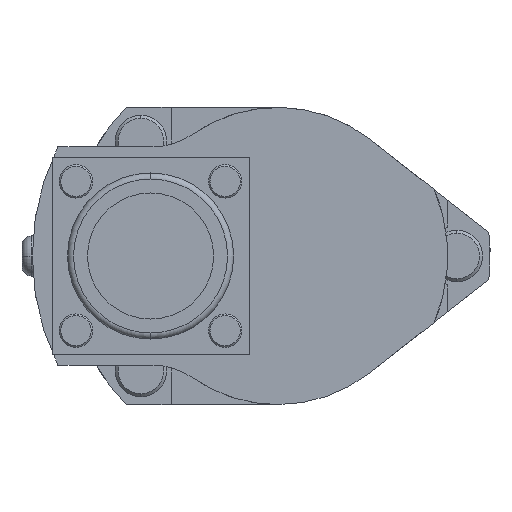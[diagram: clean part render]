
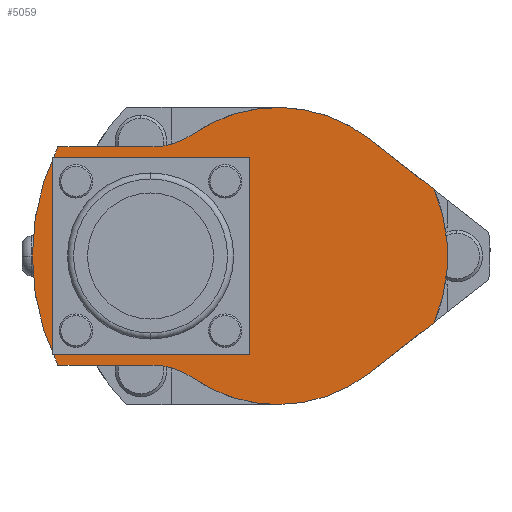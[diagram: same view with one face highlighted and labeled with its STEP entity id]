
A CAD part, left-side view. The second image highlights one B-rep face of the part: STEP entity #5059.
In plain terms, the highlighted planar face has unit normal (-1, 0, 0).
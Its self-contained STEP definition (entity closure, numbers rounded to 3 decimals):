
#432 = CARTESIAN_POINT ( 'NONE',  ( -336., 13.955, -20.137 ) ) ;
#499 = VECTOR ( 'NONE', #5961, 1000. ) ;
#618 = VERTEX_POINT ( 'NONE', #2063 ) ;
#775 = EDGE_CURVE ( 'NONE', #1958, #7553, #3493, .T. ) ;
#850 = AXIS2_PLACEMENT_3D ( 'NONE', #2582, #7602, #3308 ) ;
#913 = VECTOR ( 'NONE', #3049, 1000. ) ;
#916 = EDGE_CURVE ( 'NONE', #4166, #5863, #4271, .T. ) ;
#941 = EDGE_CURVE ( 'NONE', #5863, #4997, #5975, .T. ) ;
#1096 = DIRECTION ( 'NONE',  ( 0., 0., 1. ) ) ;
#1503 = DIRECTION ( 'NONE',  ( 1., 0., 0. ) ) ;
#1628 = DIRECTION ( 'NONE',  ( -1., 0., 0. ) ) ;
#1753 = PLANE ( 'NONE',  #4379 ) ;
#1801 = CIRCLE ( 'NONE', #6991, 24.5 ) ;
#1822 = CARTESIAN_POINT ( 'NONE',  ( -336., -25.766, -10.961 ) ) ;
#1937 = EDGE_LOOP ( 'NONE', ( #5426, #3654, #8987, #7563, #6060, #9127, #5903, #8445, #2388, #2206, #6645 ) ) ;
#1958 = VERTEX_POINT ( 'NONE', #3042 ) ;
#2000 = CARTESIAN_POINT ( 'NONE',  ( -336., 0., 0. ) ) ;
#2054 = AXIS2_PLACEMENT_3D ( 'NONE', #2000, #7024, #2710 ) ;
#2063 = CARTESIAN_POINT ( 'NONE',  ( -336., 20.791, -18. ) ) ;
#2206 = ORIENTED_EDGE ( 'NONE', *, *, #775, .T. ) ;
#2344 = AXIS2_PLACEMENT_3D ( 'NONE', #7322, #3010, #8047 ) ;
#2378 = LINE ( 'NONE', #3771, #499 ) ;
#2388 = ORIENTED_EDGE ( 'NONE', *, *, #2410, .T. ) ;
#2410 = EDGE_CURVE ( 'NONE', #3860, #1958, #3558, .T. ) ;
#2426 = CARTESIAN_POINT ( 'NONE',  ( -336., -15.084, 19.306 ) ) ;
#2427 = CARTESIAN_POINT ( 'NONE',  ( -336., 0., 0. ) ) ;
#2582 = CARTESIAN_POINT ( 'NONE',  ( -336., 0., 0. ) ) ;
#2583 = LINE ( 'NONE', #8077, #913 ) ;
#2710 = DIRECTION ( 'NONE',  ( 0., 0., 1. ) ) ;
#2996 = CIRCLE ( 'NONE', #8897, 12. ) ;
#3010 = DIRECTION ( 'NONE',  ( 1., 0., 0. ) ) ;
#3042 = CARTESIAN_POINT ( 'NONE',  ( -336., 0., -24.5 ) ) ;
#3049 = DIRECTION ( 'NONE',  ( 0., -0.788, 0.616 ) ) ;
#3147 = DIRECTION ( 'NONE',  ( 0., 0., 1. ) ) ;
#3148 = CIRCLE ( 'NONE', #2054, 40.5 ) ;
#3288 = VERTEX_POINT ( 'NONE', #4516 ) ;
#3308 = DIRECTION ( 'NONE',  ( 0., 0., 1. ) ) ;
#3327 = VERTEX_POINT ( 'NONE', #6726 ) ;
#3493 = CIRCLE ( 'NONE', #5824, 24.5 ) ;
#3558 = CIRCLE ( 'NONE', #5892, 24.5 ) ;
#3654 = ORIENTED_EDGE ( 'NONE', *, *, #941, .T. ) ;
#3704 = EDGE_CURVE ( 'NONE', #3288, #618, #2378, .T. ) ;
#3771 = CARTESIAN_POINT ( 'NONE',  ( -336., 36.28, -18. ) ) ;
#3860 = VERTEX_POINT ( 'NONE', #432 ) ;
#3953 = DIRECTION ( 'NONE',  ( -1., 0., 0. ) ) ;
#4049 = VECTOR ( 'NONE', #9070, 1000. ) ;
#4102 = CARTESIAN_POINT ( 'NONE',  ( -336., -25.766, 10.961 ) ) ;
#4166 = VERTEX_POINT ( 'NONE', #1822 ) ;
#4240 = FACE_OUTER_BOUND ( 'NONE', #1937, .T. ) ;
#4271 = CIRCLE ( 'NONE', #850, 28. ) ;
#4303 = EDGE_CURVE ( 'NONE', #3327, #3288, #3148, .T. ) ;
#4304 = CARTESIAN_POINT ( 'NONE',  ( -336., 13.955, 20.137 ) ) ;
#4379 = AXIS2_PLACEMENT_3D ( 'NONE', #8258, #5368, #1096 ) ;
#4476 = VERTEX_POINT ( 'NONE', #4304 ) ;
#4516 = CARTESIAN_POINT ( 'NONE',  ( -336., 36.28, -18. ) ) ;
#4537 = CARTESIAN_POINT ( 'NONE',  ( -336., 20.791, 18. ) ) ;
#4573 = EDGE_CURVE ( 'NONE', #618, #3860, #4717, .T. ) ;
#4600 = EDGE_CURVE ( 'NONE', #7553, #4166, #2583, .T. ) ;
#4701 = LINE ( 'NONE', #6042, #8325 ) ;
#4717 = CIRCLE ( 'NONE', #2344, 12. ) ;
#4882 = EDGE_CURVE ( 'NONE', #4997, #4476, #1801, .T. ) ;
#4929 = CARTESIAN_POINT ( 'NONE',  ( -336., -15.084, -19.306 ) ) ;
#4996 = EDGE_CURVE ( 'NONE', #6067, #3327, #4701, .T. ) ;
#4997 = VERTEX_POINT ( 'NONE', #2426 ) ;
#5059 = ADVANCED_FACE ( 'NONE', ( #4240 ), #1753, .T. ) ;
#5368 = DIRECTION ( 'NONE',  ( -1., 0., 0. ) ) ;
#5426 = ORIENTED_EDGE ( 'NONE', *, *, #916, .T. ) ;
#5522 = EDGE_CURVE ( 'NONE', #4476, #6067, #2996, .T. ) ;
#5792 = CARTESIAN_POINT ( 'NONE',  ( -336., 20.791, 30. ) ) ;
#5824 = AXIS2_PLACEMENT_3D ( 'NONE', #2427, #7454, #3147 ) ;
#5863 = VERTEX_POINT ( 'NONE', #4102 ) ;
#5892 = AXIS2_PLACEMENT_3D ( 'NONE', #8277, #3953, #8995 ) ;
#5903 = ORIENTED_EDGE ( 'NONE', *, *, #3704, .T. ) ;
#5917 = CARTESIAN_POINT ( 'NONE',  ( -336., 0., 0. ) ) ;
#5961 = DIRECTION ( 'NONE',  ( 0., -1., 0. ) ) ;
#5975 = LINE ( 'NONE', #8353, #4049 ) ;
#6042 = CARTESIAN_POINT ( 'NONE',  ( -336., 16.621, 18. ) ) ;
#6060 = ORIENTED_EDGE ( 'NONE', *, *, #4996, .T. ) ;
#6067 = VERTEX_POINT ( 'NONE', #4537 ) ;
#6514 = DIRECTION ( 'NONE',  ( 0., 0., 1. ) ) ;
#6636 = DIRECTION ( 'NONE',  ( 0., 0., 1. ) ) ;
#6645 = ORIENTED_EDGE ( 'NONE', *, *, #4600, .T. ) ;
#6726 = CARTESIAN_POINT ( 'NONE',  ( -336., 36.28, 18. ) ) ;
#6769 = DIRECTION ( 'NONE',  ( 0., 1., 0. ) ) ;
#6991 = AXIS2_PLACEMENT_3D ( 'NONE', #5917, #1628, #6636 ) ;
#7024 = DIRECTION ( 'NONE',  ( -1., 0., 0. ) ) ;
#7322 = CARTESIAN_POINT ( 'NONE',  ( -336., 20.791, -30. ) ) ;
#7454 = DIRECTION ( 'NONE',  ( -1., 0., 0. ) ) ;
#7553 = VERTEX_POINT ( 'NONE', #4929 ) ;
#7563 = ORIENTED_EDGE ( 'NONE', *, *, #5522, .T. ) ;
#7602 = DIRECTION ( 'NONE',  ( -1., 0., 0. ) ) ;
#8047 = DIRECTION ( 'NONE',  ( 0., 0., 1. ) ) ;
#8077 = CARTESIAN_POINT ( 'NONE',  ( -336., -15.084, -19.306 ) ) ;
#8258 = CARTESIAN_POINT ( 'NONE',  ( -336., 0., 0. ) ) ;
#8277 = CARTESIAN_POINT ( 'NONE',  ( -336., 0., 0. ) ) ;
#8325 = VECTOR ( 'NONE', #6769, 1000. ) ;
#8353 = CARTESIAN_POINT ( 'NONE',  ( -336., -25.766, 10.961 ) ) ;
#8445 = ORIENTED_EDGE ( 'NONE', *, *, #4573, .T. ) ;
#8897 = AXIS2_PLACEMENT_3D ( 'NONE', #5792, #1503, #6514 ) ;
#8987 = ORIENTED_EDGE ( 'NONE', *, *, #4882, .T. ) ;
#8995 = DIRECTION ( 'NONE',  ( 0., 0., 1. ) ) ;
#9070 = DIRECTION ( 'NONE',  ( 0., 0.788, 0.616 ) ) ;
#9127 = ORIENTED_EDGE ( 'NONE', *, *, #4303, .T. ) ;
